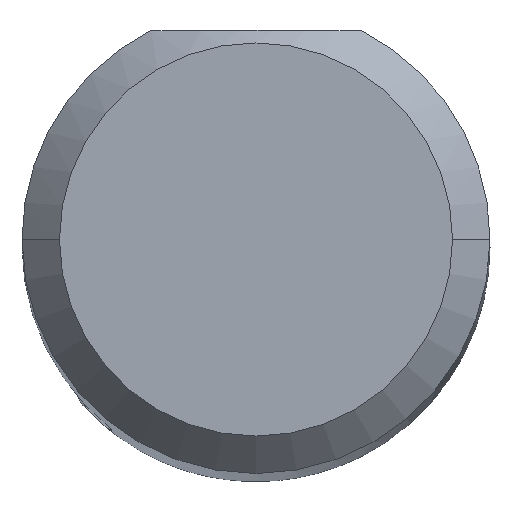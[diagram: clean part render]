
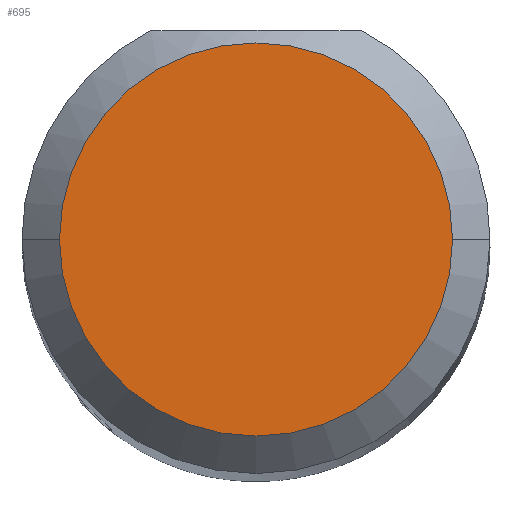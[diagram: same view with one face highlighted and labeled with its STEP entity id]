
A CAD part, top view. The second image highlights one B-rep face of the part: STEP entity #695.
In plain terms, the highlighted planar face has unit normal (0, 0, 1).
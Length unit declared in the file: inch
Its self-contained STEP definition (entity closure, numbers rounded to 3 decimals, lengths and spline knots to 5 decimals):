
#9 = EDGE_LOOP ( 'NONE', ( #511, #253 ) ) ;
#41 = CIRCLE ( 'NONE', #403, 0.07875 ) ;
#108 = DIRECTION ( 'NONE',  ( 0., 0., 1. ) ) ;
#239 = DIRECTION ( 'NONE',  ( 0., 0., 1. ) ) ;
#253 = ORIENTED_EDGE ( 'NONE', *, *, #830, .T. ) ;
#281 = PLANE ( 'NONE',  #665 ) ;
#308 = CARTESIAN_POINT ( 'NONE',  ( 0., 0., 2. ) ) ;
#348 = DIRECTION ( 'NONE',  ( 1., 0., 0. ) ) ;
#367 = CARTESIAN_POINT ( 'NONE',  ( 0., 0., 2. ) ) ;
#403 = AXIS2_PLACEMENT_3D ( 'NONE', #367, #108, #499 ) ;
#485 = CIRCLE ( 'NONE', #819, 0.07875 ) ;
#499 = DIRECTION ( 'NONE',  ( 1., 0., 0. ) ) ;
#511 = ORIENTED_EDGE ( 'NONE', *, *, #555, .T. ) ;
#515 = CARTESIAN_POINT ( 'NONE',  ( 0.07875, 0., 2. ) ) ;
#529 = DIRECTION ( 'NONE',  ( 0., 0., 1. ) ) ;
#555 = EDGE_CURVE ( 'NONE', #573, #606, #41, .T. ) ;
#573 = VERTEX_POINT ( 'NONE', #703 ) ;
#606 = VERTEX_POINT ( 'NONE', #515 ) ;
#655 = FACE_OUTER_BOUND ( 'NONE', #9, .T. ) ;
#665 = AXIS2_PLACEMENT_3D ( 'NONE', #722, #529, #348 ) ;
#695 = ADVANCED_FACE ( 'NONE', ( #655 ), #281, .T. ) ;
#703 = CARTESIAN_POINT ( 'NONE',  ( -0.07875, 0., 2. ) ) ;
#722 = CARTESIAN_POINT ( 'NONE',  ( 0., 0., 2. ) ) ;
#814 = DIRECTION ( 'NONE',  ( 1., 0., 0. ) ) ;
#819 = AXIS2_PLACEMENT_3D ( 'NONE', #308, #239, #814 ) ;
#830 = EDGE_CURVE ( 'NONE', #606, #573, #485, .T. ) ;
